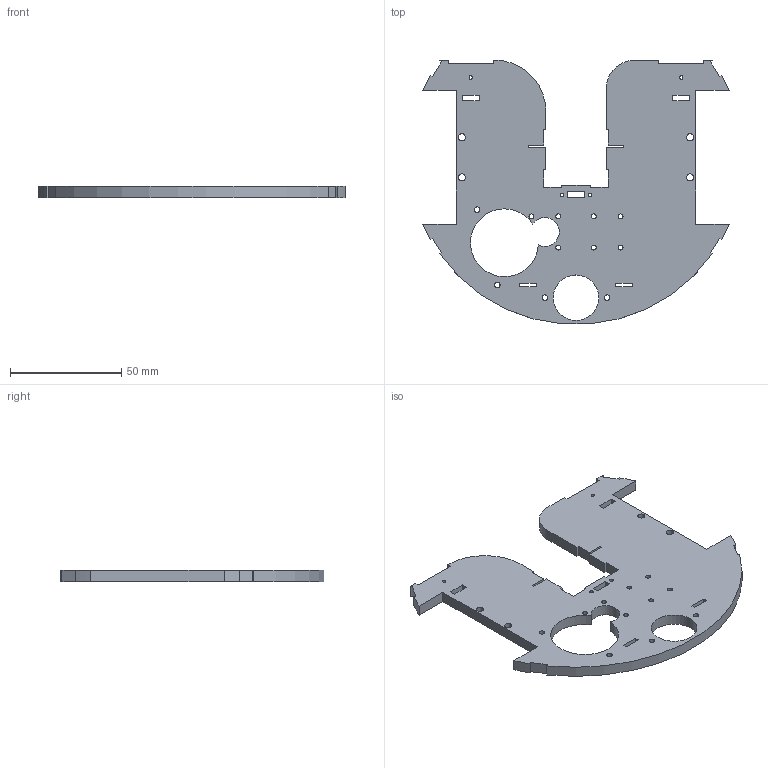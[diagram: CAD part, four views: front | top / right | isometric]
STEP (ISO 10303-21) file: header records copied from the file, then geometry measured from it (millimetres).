
FILE_DESCRIPTION(('FreeCAD Model'),'2;1');
FILE_NAME('Open CASCADE Shape Model','2022-11-28T03:13:19',(''),(''), 'Open CASCADE STEP processor 7.6','FreeCAD','Unknown');
FILE_SCHEMA(('AUTOMOTIVE_DESIGN { 1 0 10303 214 1 1 1 1 }'));
Length unit declared in the file: millimetre
Products named in the file (1): Grundplatte
Bounding box: 137.48 x 118.32 x 5 mm (x, y, z)
Volume: 47610.3 mm3; surface area: 24426.5 mm2
Topology: 1 solids, 1 shells, 104 faces, 306 edges, 204 vertices
Faces by surface type: plane 73, cylinder 31
Full cylindrical faces by diameter (mm): 1.6 x4, 2.2 x7, 2.5 x4, 3.2 x4, 20.4 x1
Entity records: 7562 total; most frequent: CARTESIAN_POINT 1239, DIRECTION 1188, LINE 794, VECTOR 794, ORIENTED_EDGE 612, PCURVE 612, DEFINITIONAL_REPRESENTATION 612, EDGE_CURVE 306
